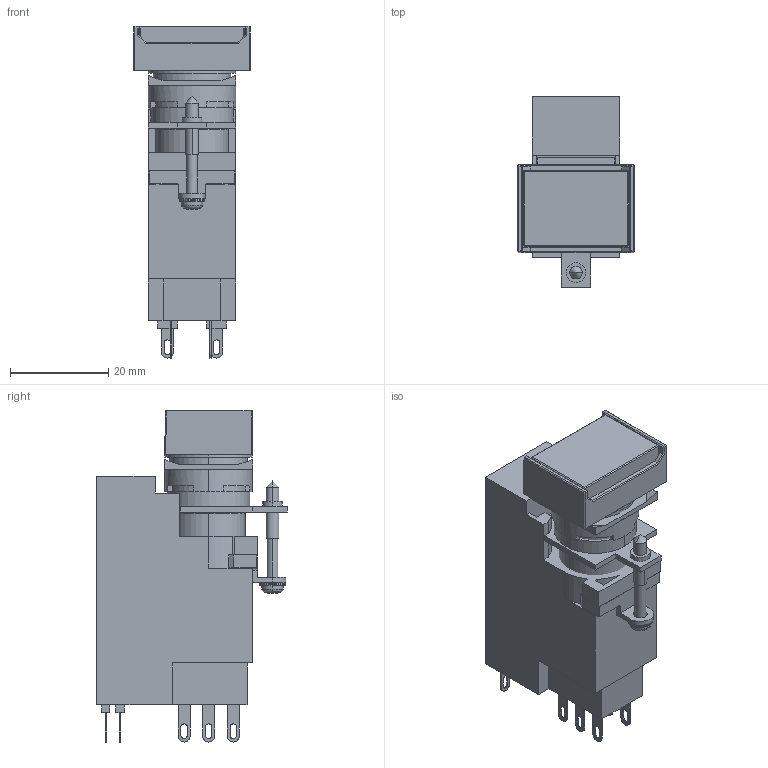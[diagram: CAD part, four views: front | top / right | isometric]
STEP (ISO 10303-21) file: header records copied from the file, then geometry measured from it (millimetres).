
FILE_DESCRIPTION (( 'STEP AP214' ), '1' );
FILE_NAME ('14_AL6H-P2#(P)$.STEP', '2021-03-26T06:11:05', ( 'IDEC' ), ( 'IDEC' ), 'SwSTEP 2.0', 'SolidWorks 2019', '' );
FILE_SCHEMA (( 'AUTOMOTIVE_DESIGN' ));
Length unit declared in the file: millimetre
Products named in the file (5): A6-Operator-Rectanglar; 14_AL6H-P2#(P)$; 16-NUT-SET; A6-P-Body; AL6-AC-Adapter
Assembly tree (4 placements, depth 2):
  14_AL6H-P2#(P)$
    A6-P-Body
    A6-Operator-Rectanglar
    16-NUT-SET
    AL6-AC-Adapter
Bounding box: 23.9 x 38.8 x 67.6 mm (x, y, z)
Volume: 29821.1 mm3; surface area: 11512.7 mm2
Topology: 4 solids, 4 shells, 398 faces, 1067 edges, 689 vertices
Faces by surface type: plane 286, cylinder 88, cone 12, bspline 12
Entity records: 12797 total; most frequent: CARTESIAN_POINT 2567, ORIENTED_EDGE 2130, DIRECTION 2025, EDGE_CURVE 1065, LINE 779, VECTOR 779, VERTEX_POINT 689, AXIS2_PLACEMENT_3D 623
